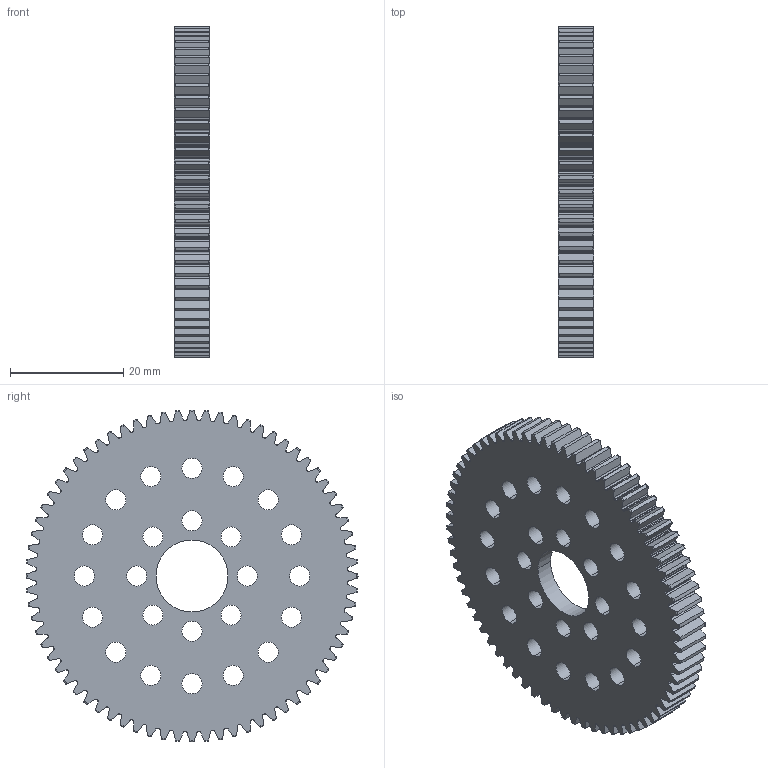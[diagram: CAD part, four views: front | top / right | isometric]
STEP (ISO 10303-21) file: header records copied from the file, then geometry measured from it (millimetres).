
FILE_DESCRIPTION (( 'STEP AP203' ), '1' );
FILE_NAME ('615198.STEP', '2014-07-22T19:12:54', ( 'Kyle' ), ( 'Microsoft' ), 'SwSTEP 2.0', 'SolidWorks 2014', '' );
FILE_SCHEMA (( 'CONFIG_CONTROL_DESIGN' ));
Length unit declared in the file: inch
Products named in the file (1): 615198
Bounding box: 6.35 x 58.74 x 58.74 mm (x, y, z)
Volume: 8123.9 mm3; surface area: 8118.3 mm2
Topology: 1 solids, 1 shells, 664 faces, 1982 edges, 1321 vertices
Faces by surface type: cylinder 371, torus 146, bspline 144, plane 3
Entity records: 28956 total; most frequent: CARTESIAN_POINT 11600, ORIENTED_EDGE 3964, DIRECTION 3339, EDGE_CURVE 1982, AXIS2_PLACEMENT_3D 1412, VERTEX_POINT 1321, CIRCLE 891, EDGE_LOOP 715
